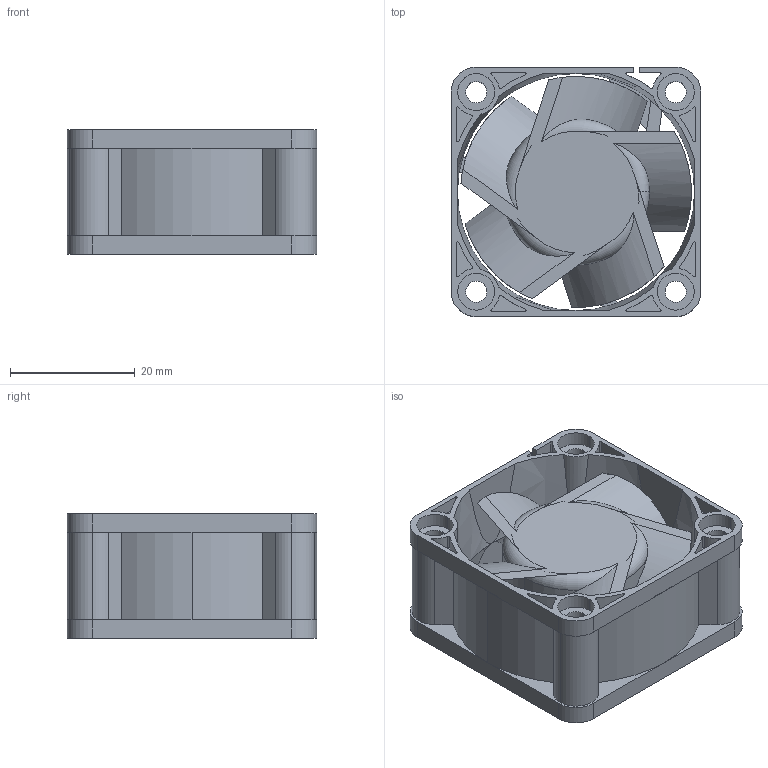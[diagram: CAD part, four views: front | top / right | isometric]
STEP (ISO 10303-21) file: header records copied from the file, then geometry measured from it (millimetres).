
FILE_DESCRIPTION (( 'STEP AP203' ), '1' );
FILE_NAME ('__________ KF0420S2H-R 24v Jamicon_00.STEP_Default_sldprt.STEP', '2020-12-08T06:44:22', ( 'user' ), ( '' ), 'SwSTEP 2.0', 'SolidWorks 2020', '' );
FILE_SCHEMA (( 'CONFIG_CONTROL_DESIGN' ));
Length unit declared in the file: millimetre
Products named in the file (1): __________ KF0420S2H-R 24v Jamicon_00.STEP_Default_sldprt
Bounding box: 40 x 40 x 20 mm (x, y, z)
Volume: 12833.8 mm3; surface area: 12196.8 mm2
Topology: 1 solids, 1 shells, 268 faces, 725 edges, 474 vertices
Faces by surface type: cylinder 151, plane 99, cone 12, torus 6
Entity records: 10961 total; most frequent: CARTESIAN_POINT 3913, DIRECTION 1533, ORIENTED_EDGE 1450, EDGE_CURVE 725, AXIS2_PLACEMENT_3D 603, VERTEX_POINT 474, CIRCLE 334, VECTOR 327
